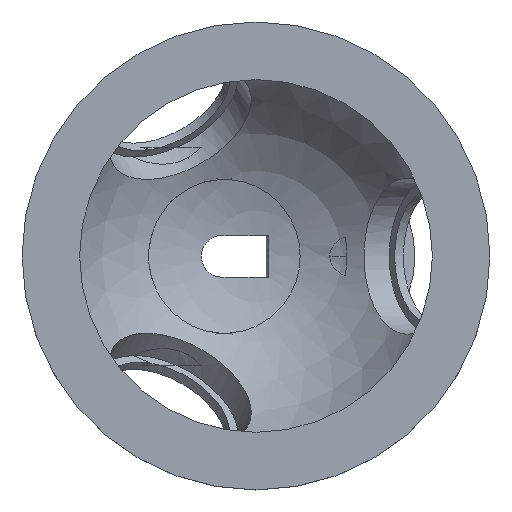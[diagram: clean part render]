
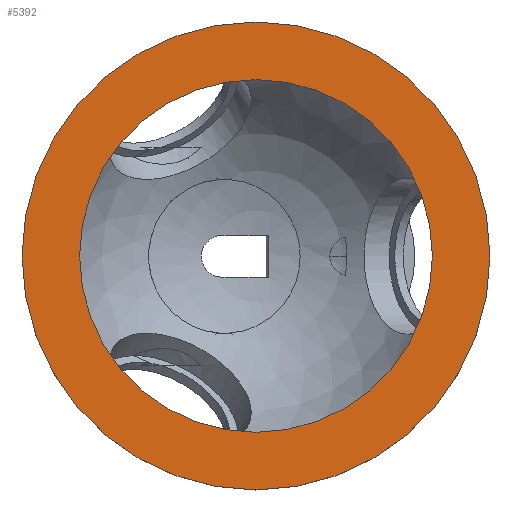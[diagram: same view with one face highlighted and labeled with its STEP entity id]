
A CAD part, top view. The second image highlights one B-rep face of the part: STEP entity #5392.
In plain terms, the highlighted planar face has unit normal (0, 0, 1).
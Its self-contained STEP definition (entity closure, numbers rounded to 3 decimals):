
#5182 = CYLINDRICAL_SURFACE('',#5183,22.5);
#5183 = AXIS2_PLACEMENT_3D('',#5184,#5185,#5186);
#5184 = CARTESIAN_POINT('',(0.,0.,22.4));
#5185 = DIRECTION('',(0.,0.,1.));
#5186 = DIRECTION('',(1.,0.,0.));
#5272 = CONICAL_SURFACE('',#5273,18.2,0.222);
#5273 = AXIS2_PLACEMENT_3D('',#5274,#5275,#5276);
#5274 = CARTESIAN_POINT('',(0.,0.,21.9));
#5275 = DIRECTION('',(-0.,-0.,-1.));
#5276 = DIRECTION('',(1.,0.,0.));
#5292 = VERTEX_POINT('',#5293);
#5293 = CARTESIAN_POINT('',(22.5,0.,27.4));
#5314 = EDGE_CURVE('',#5292,#5292,#5315,.T.);
#5315 = SURFACE_CURVE('',#5316,(#5321,#5328),.PCURVE_S1.);
#5316 = CIRCLE('',#5317,22.5);
#5317 = AXIS2_PLACEMENT_3D('',#5318,#5319,#5320);
#5318 = CARTESIAN_POINT('',(0.,0.,27.4));
#5319 = DIRECTION('',(0.,0.,1.));
#5320 = DIRECTION('',(1.,0.,0.));
#5321 = PCURVE('',#5182,#5322);
#5322 = DEFINITIONAL_REPRESENTATION('',(#5323),#5327);
#5323 = LINE('',#5324,#5325);
#5324 = CARTESIAN_POINT('',(0.,5.));
#5325 = VECTOR('',#5326,1.);
#5326 = DIRECTION('',(1.,0.));
#5327 = ( GEOMETRIC_REPRESENTATION_CONTEXT(2) 
PARAMETRIC_REPRESENTATION_CONTEXT() REPRESENTATION_CONTEXT('2D SPACE',''
  ) );
#5328 = PCURVE('',#5329,#5334);
#5329 = PLANE('',#5330);
#5330 = AXIS2_PLACEMENT_3D('',#5331,#5332,#5333);
#5331 = CARTESIAN_POINT('',(0.,0.,27.4));
#5332 = DIRECTION('',(0.,0.,1.));
#5333 = DIRECTION('',(1.,0.,0.));
#5334 = DEFINITIONAL_REPRESENTATION('',(#5335),#5339);
#5335 = CIRCLE('',#5336,22.5);
#5336 = AXIS2_PLACEMENT_2D('',#5337,#5338);
#5337 = CARTESIAN_POINT('',(0.,0.));
#5338 = DIRECTION('',(1.,0.));
#5339 = ( GEOMETRIC_REPRESENTATION_CONTEXT(2) 
PARAMETRIC_REPRESENTATION_CONTEXT() REPRESENTATION_CONTEXT('2D SPACE',''
  ) );
#5346 = EDGE_CURVE('',#5347,#5347,#5349,.T.);
#5347 = VERTEX_POINT('',#5348);
#5348 = CARTESIAN_POINT('',(16.961,0.,27.4));
#5349 = SURFACE_CURVE('',#5350,(#5355,#5362),.PCURVE_S1.);
#5350 = CIRCLE('',#5351,16.961);
#5351 = AXIS2_PLACEMENT_3D('',#5352,#5353,#5354);
#5352 = CARTESIAN_POINT('',(0.,0.,27.4));
#5353 = DIRECTION('',(0.,0.,1.));
#5354 = DIRECTION('',(1.,0.,0.));
#5355 = PCURVE('',#5272,#5356);
#5356 = DEFINITIONAL_REPRESENTATION('',(#5357),#5361);
#5357 = LINE('',#5358,#5359);
#5358 = CARTESIAN_POINT('',(-0.,-5.5));
#5359 = VECTOR('',#5360,1.);
#5360 = DIRECTION('',(-1.,-0.));
#5361 = ( GEOMETRIC_REPRESENTATION_CONTEXT(2) 
PARAMETRIC_REPRESENTATION_CONTEXT() REPRESENTATION_CONTEXT('2D SPACE',''
  ) );
#5362 = PCURVE('',#5329,#5363);
#5363 = DEFINITIONAL_REPRESENTATION('',(#5364),#5368);
#5364 = CIRCLE('',#5365,16.961);
#5365 = AXIS2_PLACEMENT_2D('',#5366,#5367);
#5366 = CARTESIAN_POINT('',(0.,0.));
#5367 = DIRECTION('',(1.,0.));
#5368 = ( GEOMETRIC_REPRESENTATION_CONTEXT(2) 
PARAMETRIC_REPRESENTATION_CONTEXT() REPRESENTATION_CONTEXT('2D SPACE',''
  ) );
#5392 = ADVANCED_FACE('',(#5393,#5396),#5329,.T.);
#5393 = FACE_BOUND('',#5394,.T.);
#5394 = EDGE_LOOP('',(#5395));
#5395 = ORIENTED_EDGE('',*,*,#5314,.T.);
#5396 = FACE_BOUND('',#5397,.T.);
#5397 = EDGE_LOOP('',(#5398));
#5398 = ORIENTED_EDGE('',*,*,#5346,.F.);
